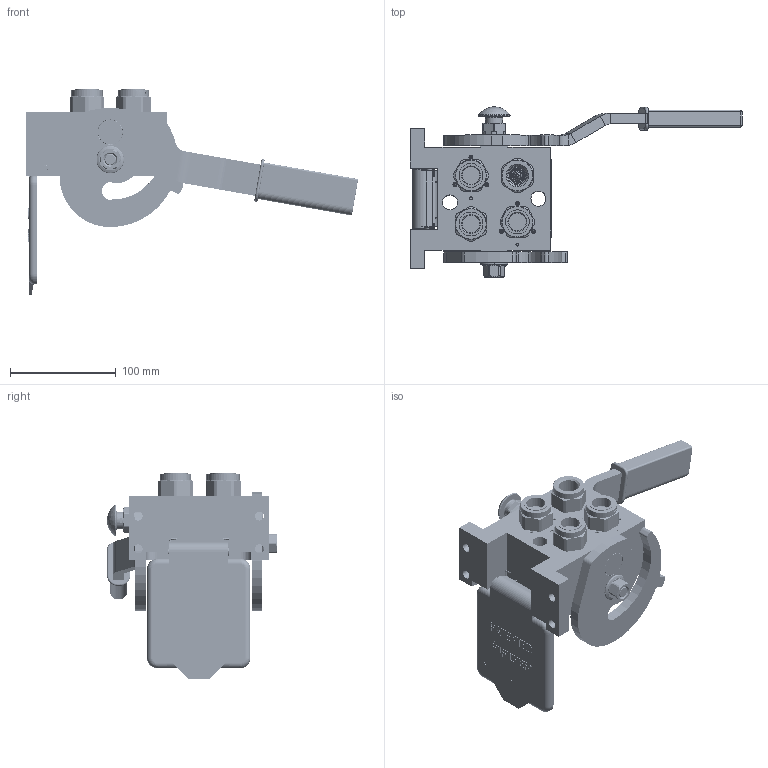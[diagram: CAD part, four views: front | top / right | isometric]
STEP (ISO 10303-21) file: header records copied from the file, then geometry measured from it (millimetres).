
FILE_DESCRIPTION (( 'STEP AP214' ), '1' );
FILE_NAME ('FASTER.step', '2025-12-18T10:39:05', ( '' ), ( '' ), 'SwSTEP 2.0', 'SolidWorks 2017', '' );
FILE_SCHEMA (( 'AUTOMOTIVE_DESIGN' ));
Length unit declared in the file: millimetre
Products named in the file (35): 4142_072_1000_300; 4850_024_0000_013; 4830_024_4006_010; 4830_025_2000_000; curs_molla_12; 4830_070_0000_001; 4830_025_1000_000; 4830_001_0005_301; sicura_p5; 4830_024_4004_020; 1540_080_0012_000; or1_5x7_m; 4850_024_6001_021; 4830_024_0001_012; 4830_024_4006_000_ASM; curs_molla_12_inox; 4830_001_0005_300; A_2ffnb12gas_f2v; 4830_020_0000_024; 4810_001_0001_014; 2ffnb12_gas_f; 4820_001_0004_000; 4830_025_0000_001; 2ffnb12gas_f2v; P508FA; 4830_024_4006_000; 4340_014_0000_000; et011; P508_F_A_BASE; A_2ffnb12_gas_f; 4340_014_0000_200; 4830_022_0000_011; 0048_042_0412_000; FASTER
Assembly tree (37 placements, depth 4):
  FASTER
    P508_F_A_BASE
      P508FA
        4830_020_0000_024
        4820_001_0004_000
        4810_001_0001_014
        4830_001_0005_300
        4830_001_0005_301
    A_2ffnb12_gas_f  x3
      curs_molla_12
        4340_014_0000_000
        4142_072_1000_300
      2ffnb12_gas_f
        2ffnb12_gas_f
    A_2ffnb12gas_f2v
      curs_molla_12_inox
        4340_014_0000_200
        4142_072_1000_300
      2ffnb12gas_f2v
    4830_024_4006_000
      4830_024_4006_000_ASM
        4830_024_4006_010
        4850_024_6001_021
      sicura_p5
        4830_025_0000_001
        or1_5x7_m
        0048_042_0412_000
      4830_025_2000_000
      4830_025_1000_000
      4830_024_4004_020
      4830_022_0000_011
      4830_070_0000_001
      1540_080_0012_000
      4830_024_0001_012
      4850_024_0000_013
    et011
Bounding box: 314.67 x 161.23 x 195.1 mm (x, y, z)
Volume: 131984.2 mm3; surface area: 307563.9 mm2
Topology: 22 solids, 60 shells, 3953 faces, 10384 edges, 6655 vertices
Faces by surface type: plane 2105, cylinder 813, cone 406, bspline 354, torus 218, sphere 57
Entity records: 145409 total; most frequent: CARTESIAN_POINT 60255, ORIENTED_EDGE 17489, DIRECTION 15762, EDGE_CURVE 8840, LINE 5790, VECTOR 5790, VERTEX_POINT 5691, AXIS2_PLACEMENT_3D 4986
